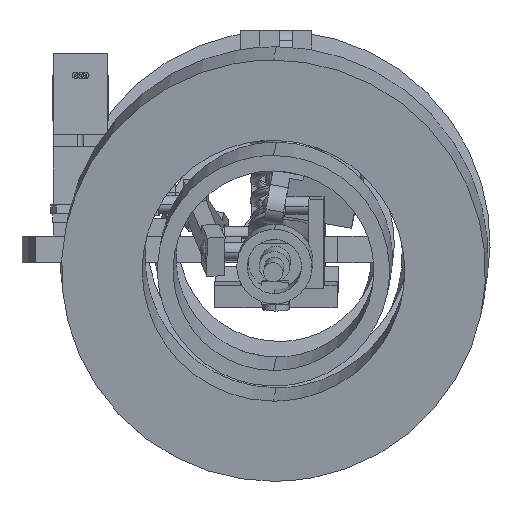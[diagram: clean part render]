
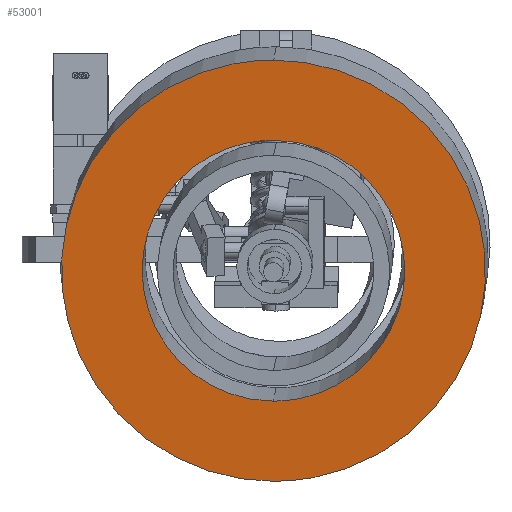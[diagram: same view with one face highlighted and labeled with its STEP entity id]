
A CAD part, front view. The second image highlights one B-rep face of the part: STEP entity #53001.
In plain terms, the highlighted free-form (B-spline) face has degree [1, 1] with [2, 2] control points.
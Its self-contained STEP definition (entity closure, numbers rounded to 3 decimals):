
#52834 = VERTEX_POINT('',#52835);
#52835 = CARTESIAN_POINT('',(19.769,-123.316,
    32.89));
#52840 = EDGE_CURVE('',#52834,#52841,#52843,.T.);
#52841 = VERTEX_POINT('',#52842);
#52842 = CARTESIAN_POINT('',(19.729,-115.128,
    -37.137));
#52843 = ( BOUNDED_CURVE() B_SPLINE_CURVE(2,(#52844,#52845,#52846,#52847
,#52848),.UNSPECIFIED.,.F.,.F.) B_SPLINE_CURVE_WITH_KNOTS((3,2,3),(
    3.142,4.712,6.283),
.PIECEWISE_BEZIER_KNOTS.) CURVE() GEOMETRIC_REPRESENTATION_ITEM() 
RATIONAL_B_SPLINE_CURVE((1.,0.707,1.,0.707,1.)) 
REPRESENTATION_ITEM('') );
#52844 = CARTESIAN_POINT('',(19.769,-123.316,
    32.89));
#52845 = CARTESIAN_POINT('',(55.011,-124.158,
    32.771));
#52846 = CARTESIAN_POINT('',(54.99,-120.064,
    -2.242));
#52847 = CARTESIAN_POINT('',(54.97,-115.97,
    -37.256));
#52848 = CARTESIAN_POINT('',(19.729,-115.128,
    -37.137));
#52892 = VERTEX_POINT('',#52893);
#52893 = CARTESIAN_POINT('',(19.716,-112.612,
    -58.654));
#52898 = EDGE_CURVE('',#52892,#52899,#52901,.T.);
#52899 = VERTEX_POINT('',#52900);
#52900 = CARTESIAN_POINT('',(19.782,-125.832,
    54.407));
#52901 = ( BOUNDED_CURVE() B_SPLINE_CURVE(2,(#52902,#52903,#52904,#52905
,#52906),.UNSPECIFIED.,.F.,.F.) B_SPLINE_CURVE_WITH_KNOTS((3,2,3),(0.,
1.571,3.142),.PIECEWISE_BEZIER_KNOTS.) CURVE() 
GEOMETRIC_REPRESENTATION_ITEM() RATIONAL_B_SPLINE_CURVE((1.,
0.707,1.,0.707,1.)) REPRESENTATION_ITEM('') );
#52902 = CARTESIAN_POINT('',(19.716,-112.612,
    -58.654));
#52903 = CARTESIAN_POINT('',(-37.183,-111.253,
    -58.462));
#52904 = CARTESIAN_POINT('',(-37.15,-117.862,
    -1.931));
#52905 = CARTESIAN_POINT('',(-37.117,-124.472,
    54.599));
#52906 = CARTESIAN_POINT('',(19.782,-125.832,
    54.407));
#52958 = EDGE_CURVE('',#52899,#52892,#52959,.T.);
#52959 = ( BOUNDED_CURVE() B_SPLINE_CURVE(2,(#52960,#52961,#52962,#52963
,#52964),.UNSPECIFIED.,.F.,.F.) B_SPLINE_CURVE_WITH_KNOTS((3,2,3),(
    3.142,4.712,6.283),
.PIECEWISE_BEZIER_KNOTS.) CURVE() GEOMETRIC_REPRESENTATION_ITEM() 
RATIONAL_B_SPLINE_CURVE((1.,0.707,1.,0.707,1.)) 
REPRESENTATION_ITEM('') );
#52960 = CARTESIAN_POINT('',(19.782,-125.832,
    54.407));
#52961 = CARTESIAN_POINT('',(76.681,-127.191,
    54.215));
#52962 = CARTESIAN_POINT('',(76.648,-120.582,
    -2.315));
#52963 = CARTESIAN_POINT('',(76.615,-113.972,
    -58.846));
#52964 = CARTESIAN_POINT('',(19.716,-112.612,
    -58.654));
#52980 = EDGE_CURVE('',#52841,#52834,#52981,.T.);
#52981 = ( BOUNDED_CURVE() B_SPLINE_CURVE(2,(#52982,#52983,#52984,#52985
,#52986),.UNSPECIFIED.,.F.,.F.) B_SPLINE_CURVE_WITH_KNOTS((3,2,3),(0.,
1.571,3.142),.PIECEWISE_BEZIER_KNOTS.) CURVE() 
GEOMETRIC_REPRESENTATION_ITEM() RATIONAL_B_SPLINE_CURVE((1.,
0.707,1.,0.707,1.)) REPRESENTATION_ITEM('') );
#52982 = CARTESIAN_POINT('',(19.729,-115.128,
    -37.137));
#52983 = CARTESIAN_POINT('',(-15.513,-114.286,
    -37.018));
#52984 = CARTESIAN_POINT('',(-15.493,-118.38,
    -2.005));
#52985 = CARTESIAN_POINT('',(-15.472,-122.474,
    33.009));
#52986 = CARTESIAN_POINT('',(19.769,-123.316,
    32.89));
#53001 = ADVANCED_FACE('',(#53002,#53006),#53010,.F.);
#53002 = FACE_BOUND('',#53003,.T.);
#53003 = EDGE_LOOP('',(#53004,#53005));
#53004 = ORIENTED_EDGE('',*,*,#52840,.T.);
#53005 = ORIENTED_EDGE('',*,*,#52980,.T.);
#53006 = FACE_BOUND('',#53007,.T.);
#53007 = EDGE_LOOP('',(#53008,#53009));
#53008 = ORIENTED_EDGE('',*,*,#52958,.F.);
#53009 = ORIENTED_EDGE('',*,*,#52898,.F.);
#53010 = B_SPLINE_SURFACE_WITH_KNOTS('',1,1,(
    (#53011,#53012)
    ,(#53013,#53014
  )),.UNSPECIFIED.,.F.,.F.,.F.,(2,2),(2,2),(-47.5,47.5),(-47.5,47.5),
  .PIECEWISE_BEZIER_KNOTS.);
#53011 = CARTESIAN_POINT('',(76.681,-127.191,
    54.215));
#53012 = CARTESIAN_POINT('',(-37.117,-124.472,
    54.599));
#53013 = CARTESIAN_POINT('',(76.615,-113.972,
    -58.846));
#53014 = CARTESIAN_POINT('',(-37.183,-111.253,
    -58.462));
